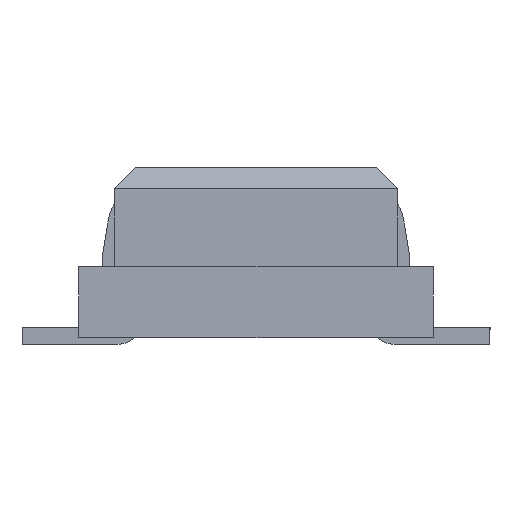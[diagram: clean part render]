
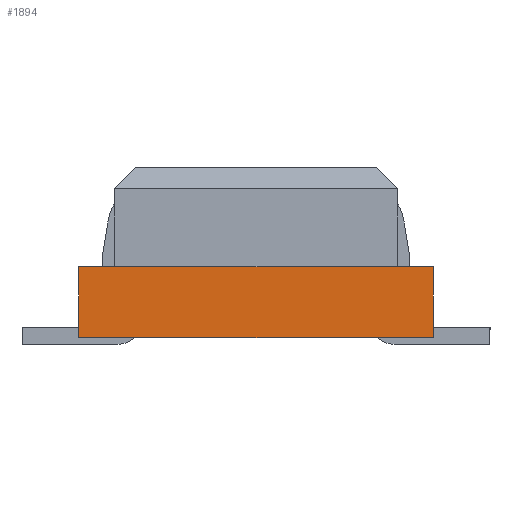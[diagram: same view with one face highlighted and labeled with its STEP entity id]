
A CAD part, left-side view. The second image highlights one B-rep face of the part: STEP entity #1894.
In plain terms, the highlighted planar face has unit normal (-1, 0, 0).
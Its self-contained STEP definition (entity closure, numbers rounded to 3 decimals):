
#195 = LINE ( 'NONE', #11491, #10712 ) ;
#200 = EDGE_CURVE ( 'NONE', #8593, #7611, #7866, .T. ) ;
#420 = VECTOR ( 'NONE', #1098, 1000. ) ;
#457 = LINE ( 'NONE', #4508, #7127 ) ;
#767 = ORIENTED_EDGE ( 'NONE', *, *, #9996, .F. ) ;
#962 = ORIENTED_EDGE ( 'NONE', *, *, #200, .T. ) ;
#1098 = DIRECTION ( 'NONE',  ( 0., 0., -1. ) ) ;
#1894 = ADVANCED_FACE ( 'NONE', ( #11109 ), #11244, .F. ) ;
#2093 = DIRECTION ( 'NONE',  ( 1., 0., 0. ) ) ;
#2338 = EDGE_CURVE ( 'NONE', #4235, #8593, #195, .T. ) ;
#2650 = DIRECTION ( 'NONE',  ( 0., -1., 0. ) ) ;
#3077 = CARTESIAN_POINT ( 'NONE',  ( -3.5, -1.25, 0.05 ) ) ;
#3632 = DIRECTION ( 'NONE',  ( 0., 0., -1. ) ) ;
#4056 = CARTESIAN_POINT ( 'NONE',  ( -3.5, -1.25, 0.55 ) ) ;
#4198 = CARTESIAN_POINT ( 'NONE',  ( -3.5, 1.25, 0.05 ) ) ;
#4235 = VERTEX_POINT ( 'NONE', #6959 ) ;
#4436 = ORIENTED_EDGE ( 'NONE', *, *, #2338, .T. ) ;
#4508 = CARTESIAN_POINT ( 'NONE',  ( -3.5, 0., 0.55 ) ) ;
#5141 = DIRECTION ( 'NONE',  ( 0., 1., 0. ) ) ;
#5524 = DIRECTION ( 'NONE',  ( 0., -1., 0. ) ) ;
#5870 = ORIENTED_EDGE ( 'NONE', *, *, #9303, .F. ) ;
#6166 = LINE ( 'NONE', #10249, #420 ) ;
#6959 = CARTESIAN_POINT ( 'NONE',  ( -3.5, 1.25, 0.55 ) ) ;
#7103 = CARTESIAN_POINT ( 'NONE',  ( -3.5, 0., 0.55 ) ) ;
#7127 = VECTOR ( 'NONE', #5524, 1000. ) ;
#7611 = VERTEX_POINT ( 'NONE', #3077 ) ;
#7866 = LINE ( 'NONE', #11806, #12913 ) ;
#8593 = VERTEX_POINT ( 'NONE', #4198 ) ;
#9303 = EDGE_CURVE ( 'NONE', #12106, #7611, #6166, .T. ) ;
#9849 = AXIS2_PLACEMENT_3D ( 'NONE', #7103, #2093, #5141 ) ;
#9996 = EDGE_CURVE ( 'NONE', #4235, #12106, #457, .T. ) ;
#10249 = CARTESIAN_POINT ( 'NONE',  ( -3.5, -1.25, 0.55 ) ) ;
#10712 = VECTOR ( 'NONE', #3632, 1000. ) ;
#11109 = FACE_OUTER_BOUND ( 'NONE', #13059, .T. ) ;
#11244 = PLANE ( 'NONE',  #9849 ) ;
#11491 = CARTESIAN_POINT ( 'NONE',  ( -3.5, 1.25, 0.55 ) ) ;
#11806 = CARTESIAN_POINT ( 'NONE',  ( -3.5, 0., 0.05 ) ) ;
#12106 = VERTEX_POINT ( 'NONE', #4056 ) ;
#12913 = VECTOR ( 'NONE', #2650, 1000. ) ;
#13059 = EDGE_LOOP ( 'NONE', ( #5870, #767, #4436, #962 ) ) ;
